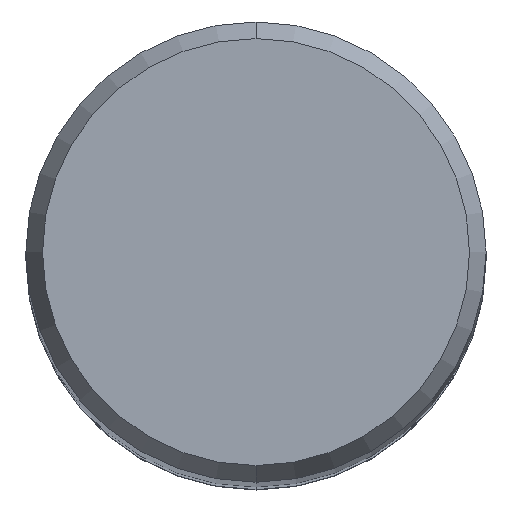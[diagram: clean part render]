
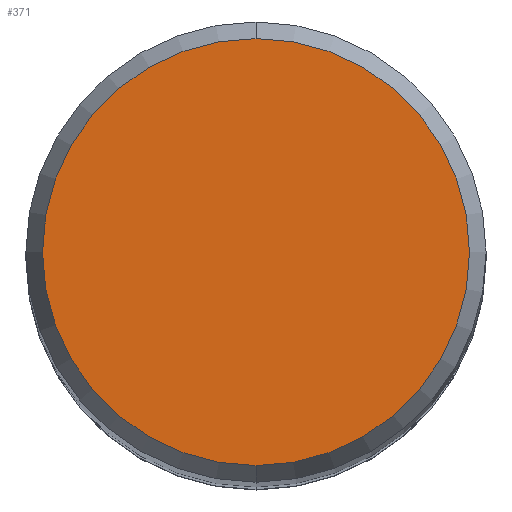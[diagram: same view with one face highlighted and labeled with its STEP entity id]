
A CAD part, top view. The second image highlights one B-rep face of the part: STEP entity #371.
In plain terms, the highlighted planar face has unit normal (0, 0, 1).
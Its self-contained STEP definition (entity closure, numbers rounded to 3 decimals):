
#277=VERTEX_POINT('',#659);
#305=EDGE_CURVE('',#537,#277,#687,.T.);
#361=EDGE_CURVE('',#277,#537,#750,.T.);
#371=ADVANCED_FACE('',(#762),#763,.T.);
#537=VERTEX_POINT('',#948);
#659=CARTESIAN_POINT('',(0.,-5.892,0.0));
#687=CIRCLE('',#1250,5.892);
#750=CIRCLE('',#1394,5.892);
#762=FACE_OUTER_BOUND('',#1406,.T.);
#763=PLANE('',#1407);
#948=CARTESIAN_POINT('',(0.0,5.892,0.0));
#1250=AXIS2_PLACEMENT_3D('',#1893,#1894,#1895);
#1394=AXIS2_PLACEMENT_3D('',#1971,#1972,#1973);
#1406=EDGE_LOOP('',(#1991,#1992));
#1407=AXIS2_PLACEMENT_3D('',#1993,#1994,#1995);
#1893=CARTESIAN_POINT('',(0.0,0.0,0.0));
#1894=DIRECTION('',(0.0,0.0,-1.0));
#1895=DIRECTION('',(0.0,1.0,0.0));
#1971=CARTESIAN_POINT('',(0.0,0.0,0.0));
#1972=DIRECTION('',(0.0,0.0,-1.0));
#1973=DIRECTION('',(0.0,1.0,0.0));
#1991=ORIENTED_EDGE('',*,*,#305,.F.);
#1992=ORIENTED_EDGE('',*,*,#361,.F.);
#1993=CARTESIAN_POINT('',(0.0,2.946,0.0));
#1994=DIRECTION('',(-0.0,0.0,1.0));
#1995=DIRECTION('',(0.0,-1.0,0.0));
